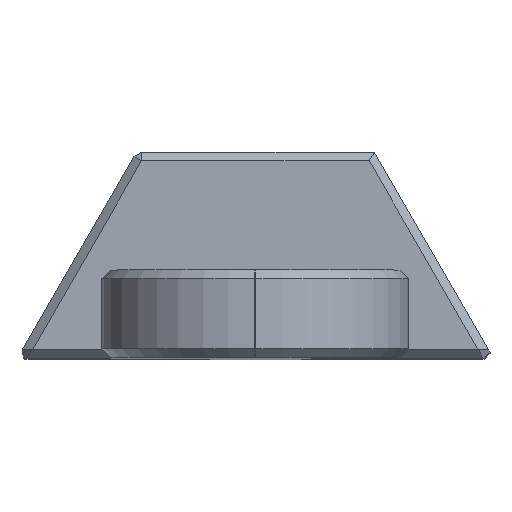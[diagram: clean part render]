
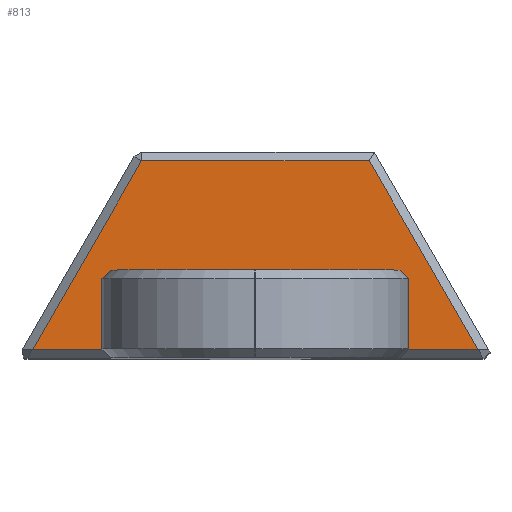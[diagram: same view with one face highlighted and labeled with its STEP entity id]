
A CAD part, top view. The second image highlights one B-rep face of the part: STEP entity #813.
In plain terms, the highlighted planar face has unit normal (0, 0, 1).
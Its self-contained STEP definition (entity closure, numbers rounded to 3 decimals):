
#5 = ORIENTED_EDGE ( 'NONE', *, *, #1676, .T. ) ;
#41 = AXIS2_PLACEMENT_3D ( 'NONE', #261, #397, #1406 ) ;
#87 = LINE ( 'NONE', #416, #833 ) ;
#112 = CARTESIAN_POINT ( 'NONE',  ( -3.5, 1.8, 33. ) ) ;
#122 = FACE_OUTER_BOUND ( 'NONE', #1362, .T. ) ;
#123 = PLANE ( 'NONE',  #41 ) ;
#128 = CARTESIAN_POINT ( 'NONE',  ( 2.597, 4.498, 33. ) ) ;
#163 = CARTESIAN_POINT ( 'NONE',  ( -3.5, 0.2, 33. ) ) ;
#217 = ORIENTED_EDGE ( 'NONE', *, *, #1328, .F. ) ;
#237 = EDGE_CURVE ( 'NONE', #430, #1331, #345, .T. ) ;
#261 = CARTESIAN_POINT ( 'NONE',  ( 0., 0., 33. ) ) ;
#270 = CARTESIAN_POINT ( 'NONE',  ( 2.539, 4.598, 33. ) ) ;
#286 = VECTOR ( 'NONE', #1189, 1000. ) ;
#292 = VERTEX_POINT ( 'NONE', #880 ) ;
#307 = LINE ( 'NONE', #112, #1798 ) ;
#345 = LINE ( 'NONE', #1056, #1832 ) ;
#397 = DIRECTION ( 'NONE',  ( 0., 0., 1. ) ) ;
#416 = CARTESIAN_POINT ( 'NONE',  ( 3.5, 1.8, 33. ) ) ;
#425 = LINE ( 'NONE', #1735, #482 ) ;
#430 = VERTEX_POINT ( 'NONE', #1659 ) ;
#455 = ORIENTED_EDGE ( 'NONE', *, *, #1684, .T. ) ;
#475 = CARTESIAN_POINT ( 'NONE',  ( 3.5, 0.2, 33. ) ) ;
#482 = VECTOR ( 'NONE', #864, 1000. ) ;
#538 = VERTEX_POINT ( 'NONE', #964 ) ;
#598 = DIRECTION ( 'NONE',  ( -1., 0., 0. ) ) ;
#645 = EDGE_CURVE ( 'NONE', #538, #1715, #425, .T. ) ;
#649 = VERTEX_POINT ( 'NONE', #163 ) ;
#763 = ORIENTED_EDGE ( 'NONE', *, *, #237, .T. ) ;
#775 = EDGE_CURVE ( 'NONE', #1290, #913, #1690, .T. ) ;
#813 = ADVANCED_FACE ( 'NONE', ( #122 ), #123, .T. ) ;
#833 = VECTOR ( 'NONE', #990, 1000. ) ;
#841 = DIRECTION ( 'NONE',  ( -0.5, 0.866, 0. ) ) ;
#850 = ORIENTED_EDGE ( 'NONE', *, *, #1548, .T. ) ;
#863 = LINE ( 'NONE', #1163, #1204 ) ;
#864 = DIRECTION ( 'NONE',  ( -0.5, -0.866, 0. ) ) ;
#880 = CARTESIAN_POINT ( 'NONE',  ( 5.079, 0.2, 33. ) ) ;
#898 = CARTESIAN_POINT ( 'NONE',  ( -3.5, 0.2, 33. ) ) ;
#905 = DIRECTION ( 'NONE',  ( 1., 0., 0. ) ) ;
#913 = VERTEX_POINT ( 'NONE', #1139 ) ;
#962 = DIRECTION ( 'NONE',  ( 0.707, 0.707, 0. ) ) ;
#964 = CARTESIAN_POINT ( 'NONE',  ( -2.597, 4.498, 33. ) ) ;
#990 = DIRECTION ( 'NONE',  ( 0.707, -0.707, 0. ) ) ;
#1016 = EDGE_CURVE ( 'NONE', #1591, #538, #863, .T. ) ;
#1035 = ORIENTED_EDGE ( 'NONE', *, *, #775, .T. ) ;
#1053 = LINE ( 'NONE', #1337, #286 ) ;
#1056 = CARTESIAN_POINT ( 'NONE',  ( 3.5, 2., 33. ) ) ;
#1093 = CARTESIAN_POINT ( 'NONE',  ( -3.5, 1.8, 33. ) ) ;
#1098 = ORIENTED_EDGE ( 'NONE', *, *, #1342, .T. ) ;
#1122 = ORIENTED_EDGE ( 'NONE', *, *, #645, .T. ) ;
#1139 = CARTESIAN_POINT ( 'NONE',  ( 3.3, 2., 33. ) ) ;
#1155 = CARTESIAN_POINT ( 'NONE',  ( -3.5, 2., 33. ) ) ;
#1163 = CARTESIAN_POINT ( 'NONE',  ( -2.712, 4.498, 33. ) ) ;
#1189 = DIRECTION ( 'NONE',  ( 0., -1., 0. ) ) ;
#1204 = VECTOR ( 'NONE', #598, 1000. ) ;
#1290 = VERTEX_POINT ( 'NONE', #1470 ) ;
#1306 = EDGE_CURVE ( 'NONE', #1715, #649, #1864, .T. ) ;
#1328 = EDGE_CURVE ( 'NONE', #1433, #649, #1053, .T. ) ;
#1331 = VERTEX_POINT ( 'NONE', #475 ) ;
#1337 = CARTESIAN_POINT ( 'NONE',  ( -3.5, 2., 33. ) ) ;
#1342 = EDGE_CURVE ( 'NONE', #1331, #292, #1777, .T. ) ;
#1362 = EDGE_LOOP ( 'NONE', ( #1122, #1823, #217, #850, #1035, #455, #763, #1098, #5, #1860 ) ) ;
#1377 = VECTOR ( 'NONE', #905, 1000. ) ;
#1406 = DIRECTION ( 'NONE',  ( 1., 0., 0. ) ) ;
#1433 = VERTEX_POINT ( 'NONE', #1093 ) ;
#1470 = CARTESIAN_POINT ( 'NONE',  ( -3.3, 2., 33. ) ) ;
#1548 = EDGE_CURVE ( 'NONE', #1433, #1290, #307, .T. ) ;
#1561 = VECTOR ( 'NONE', #841, 1000. ) ;
#1591 = VERTEX_POINT ( 'NONE', #128 ) ;
#1612 = LINE ( 'NONE', #270, #1561 ) ;
#1627 = DIRECTION ( 'NONE',  ( 0., -1., 0. ) ) ;
#1628 = CARTESIAN_POINT ( 'NONE',  ( 5.194, 0.2, 33. ) ) ;
#1649 = VECTOR ( 'NONE', #1836, 1000. ) ;
#1659 = CARTESIAN_POINT ( 'NONE',  ( 3.5, 1.8, 33. ) ) ;
#1676 = EDGE_CURVE ( 'NONE', #292, #1591, #1612, .T. ) ;
#1684 = EDGE_CURVE ( 'NONE', #913, #430, #87, .T. ) ;
#1690 = LINE ( 'NONE', #1155, #1649 ) ;
#1715 = VERTEX_POINT ( 'NONE', #1729 ) ;
#1729 = CARTESIAN_POINT ( 'NONE',  ( -5.079, 0.2, 33. ) ) ;
#1735 = CARTESIAN_POINT ( 'NONE',  ( -5.252, -0.1, 33. ) ) ;
#1768 = DIRECTION ( 'NONE',  ( 1., 0., 0. ) ) ;
#1777 = LINE ( 'NONE', #1628, #1377 ) ;
#1798 = VECTOR ( 'NONE', #962, 1000. ) ;
#1817 = VECTOR ( 'NONE', #1768, 1000. ) ;
#1823 = ORIENTED_EDGE ( 'NONE', *, *, #1306, .T. ) ;
#1832 = VECTOR ( 'NONE', #1627, 1000. ) ;
#1836 = DIRECTION ( 'NONE',  ( 1., 0., 0. ) ) ;
#1860 = ORIENTED_EDGE ( 'NONE', *, *, #1016, .T. ) ;
#1864 = LINE ( 'NONE', #898, #1817 ) ;
